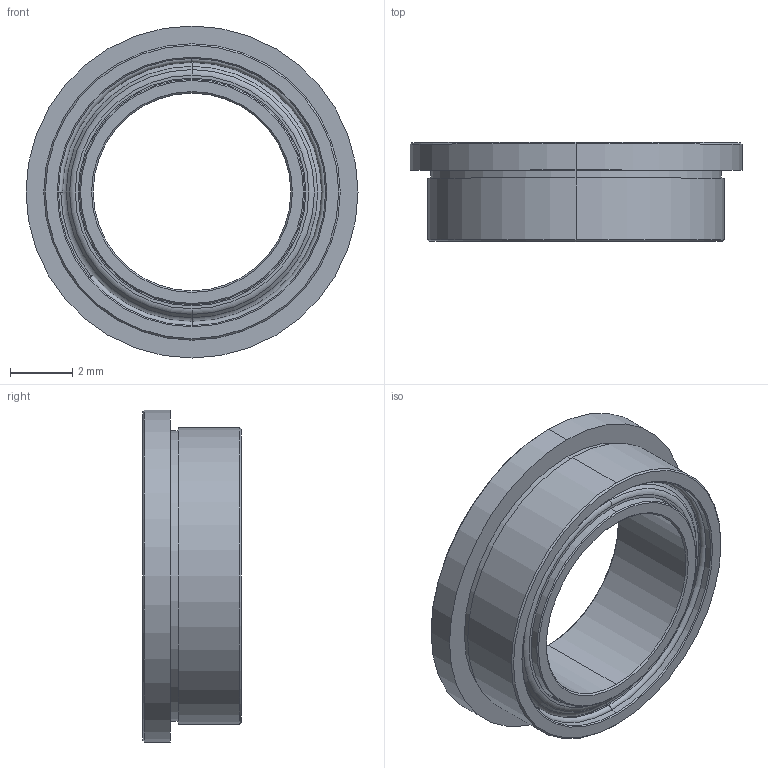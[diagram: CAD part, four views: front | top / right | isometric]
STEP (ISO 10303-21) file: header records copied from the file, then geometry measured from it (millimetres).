
FILE_DESCRIPTION (( 'STEP AP203' ), '1' );
FILE_NAME ('535042.STEP', '2016-10-07T16:45:32', ( '' ), ( '' ), 'SwSTEP 2.0', 'SolidWorks 2014', '' );
FILE_SCHEMA (( 'CONFIG_CONTROL_DESIGN' ));
Length unit declared in the file: inch
Products named in the file (1): 535042
Bounding box: 10.67 x 3.17 x 10.67 mm (x, y, z)
Volume: 128.5 mm3; surface area: 396.7 mm2
Topology: 3 solids, 3 shells, 82 faces, 160 edges, 96 vertices
Faces by surface type: cylinder 24, cone 20, torus 20, plane 18
Entity records: 2203 total; most frequent: DIRECTION 442, CARTESIAN_POINT 339, ORIENTED_EDGE 320, AXIS2_PLACEMENT_3D 199, EDGE_CURVE 160, CIRCLE 116, EDGE_LOOP 96, VERTEX_POINT 96
